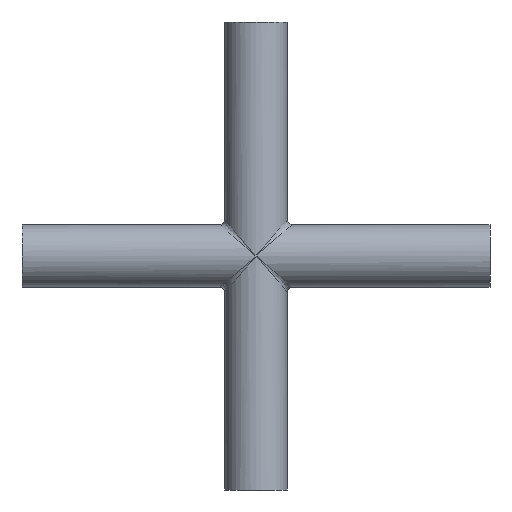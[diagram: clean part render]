
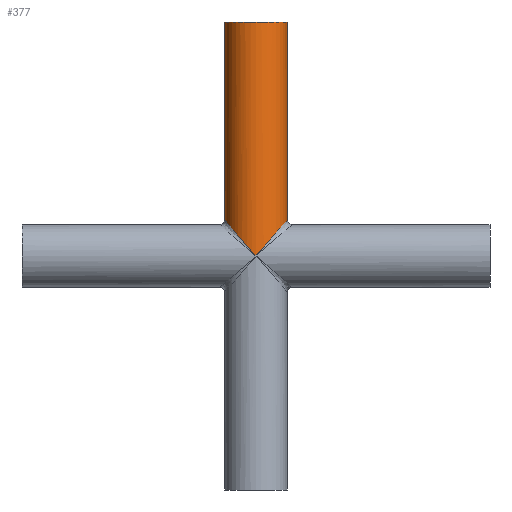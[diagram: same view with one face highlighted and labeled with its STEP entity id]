
A CAD part, front view. The second image highlights one B-rep face of the part: STEP entity #377.
In plain terms, the highlighted cylindrical face has radius 6.35 mm (diameter 12.7 mm), a partial arc.
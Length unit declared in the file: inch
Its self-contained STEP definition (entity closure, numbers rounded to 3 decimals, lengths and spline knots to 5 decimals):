
#9 = VERTEX_POINT ( 'NONE', #304 ) ;
#11 = CARTESIAN_POINT ( 'NONE',  ( -0.25, 0., 1.87402 ) ) ;
#12 = VERTEX_POINT ( 'NONE', #294 ) ;
#16 = CARTESIAN_POINT ( 'NONE',  ( 0.25, 0., 1.87402 ) ) ;
#18 = EDGE_CURVE ( 'NONE', #1080, #1099, #651, .T. ) ;
#34 = CARTESIAN_POINT ( 'NONE',  ( 0.25, -0.14645, 0.28937 ) ) ;
#109 = CARTESIAN_POINT ( 'NONE',  ( -0.25, -0.14645, 0.28937 ) ) ;
#128 = CARTESIAN_POINT ( 'NONE',  ( 0., 0., 1.87402 ) ) ;
#155 = CARTESIAN_POINT ( 'NONE',  ( 0., 0., 1.87402 ) ) ;
#163 = EDGE_CURVE ( 'NONE', #1058, #12, #710, .T. ) ;
#193 = AXIS2_PLACEMENT_3D ( 'NONE', #155, #837, #501 ) ;
#197 = CARTESIAN_POINT ( 'NONE',  ( -0.25, 0., 0.28937 ) ) ;
#207 = CARTESIAN_POINT ( 'NONE',  ( 0., -0.25, 0. ) ) ;
#212 = CARTESIAN_POINT ( 'NONE',  ( 0.14645, -0.25, 0.16951 ) ) ;
#215 = CARTESIAN_POINT ( 'NONE',  ( 0., -0.25, 0. ) ) ;
#223 = DIRECTION ( 'NONE',  ( 0., 0., -1. ) ) ;
#286 = VECTOR ( 'NONE', #746, 39.37008 ) ;
#294 = CARTESIAN_POINT ( 'NONE',  ( 0.25, 0., 0.28937 ) ) ;
#304 = CARTESIAN_POINT ( 'NONE',  ( -0.25, 0., 1.87402 ) ) ;
#314 = ORIENTED_EDGE ( 'NONE', *, *, #18, .T. ) ;
#319 = VECTOR ( 'NONE', #356, 39.37008 ) ;
#356 = DIRECTION ( 'NONE',  ( 0., 0., -1. ) ) ;
#377 = ADVANCED_FACE ( 'NONE', ( #694 ), #749, .T. ) ;
#380 = EDGE_LOOP ( 'NONE', ( #714, #598, #416, #314, #490 ) ) ;
#407 = CARTESIAN_POINT ( 'NONE',  ( 0.25, 0., 1.87402 ) ) ;
#416 = ORIENTED_EDGE ( 'NONE', *, *, #1066, .T. ) ;
#489 = CIRCLE ( 'NONE', #193, 0.25 ) ;
#490 = ORIENTED_EDGE ( 'NONE', *, *, #548, .T. ) ;
#501 = DIRECTION ( 'NONE',  ( 1., 0., 0. ) ) ;
#548 = EDGE_CURVE ( 'NONE', #1099, #12, #1084, .T. ) ;
#598 = ORIENTED_EDGE ( 'NONE', *, *, #893, .F. ) ;
#651 =( BOUNDED_CURVE ( )  B_SPLINE_CURVE ( 3, ( #1039, #109, #705, #207 ),
 .UNSPECIFIED., .F., .F. ) 
 B_SPLINE_CURVE_WITH_KNOTS ( ( 4, 4 ),
 ( 0., 1.5708 ),
 .UNSPECIFIED. ) 
 CURVE ( )  GEOMETRIC_REPRESENTATION_ITEM ( )  RATIONAL_B_SPLINE_CURVE ( ( 1., 0.805, 0.805, 1. ) ) 
 REPRESENTATION_ITEM ( '' )  );
#689 = CARTESIAN_POINT ( 'NONE',  ( 0., -0.25, 0. ) ) ;
#694 = FACE_OUTER_BOUND ( 'NONE', #380, .T. ) ;
#705 = CARTESIAN_POINT ( 'NONE',  ( -0.14645, -0.25, 0.16951 ) ) ;
#710 = LINE ( 'NONE', #407, #286 ) ;
#714 = ORIENTED_EDGE ( 'NONE', *, *, #163, .F. ) ;
#746 = DIRECTION ( 'NONE',  ( 0., 0., -1. ) ) ;
#749 = CYLINDRICAL_SURFACE ( 'NONE', #1093, 0.25 ) ;
#773 = LINE ( 'NONE', #11, #319 ) ;
#818 = DIRECTION ( 'NONE',  ( -1., 0., 0. ) ) ;
#837 = DIRECTION ( 'NONE',  ( 0., 0., 1. ) ) ;
#893 = EDGE_CURVE ( 'NONE', #9, #1058, #489, .T. ) ;
#979 = CARTESIAN_POINT ( 'NONE',  ( 0.25, 0., 0.28937 ) ) ;
#1039 = CARTESIAN_POINT ( 'NONE',  ( -0.25, 0., 0.28937 ) ) ;
#1058 = VERTEX_POINT ( 'NONE', #16 ) ;
#1066 = EDGE_CURVE ( 'NONE', #9, #1080, #773, .T. ) ;
#1080 = VERTEX_POINT ( 'NONE', #197 ) ;
#1084 =( BOUNDED_CURVE ( )  B_SPLINE_CURVE ( 3, ( #215, #212, #34, #979 ),
 .UNSPECIFIED., .F., .F. ) 
 B_SPLINE_CURVE_WITH_KNOTS ( ( 4, 4 ),
 ( 1.5708, 3.14159 ),
 .UNSPECIFIED. ) 
 CURVE ( )  GEOMETRIC_REPRESENTATION_ITEM ( )  RATIONAL_B_SPLINE_CURVE ( ( 1., 0.805, 0.805, 1. ) ) 
 REPRESENTATION_ITEM ( '' )  );
#1093 = AXIS2_PLACEMENT_3D ( 'NONE', #128, #223, #818 ) ;
#1099 = VERTEX_POINT ( 'NONE', #689 ) ;
